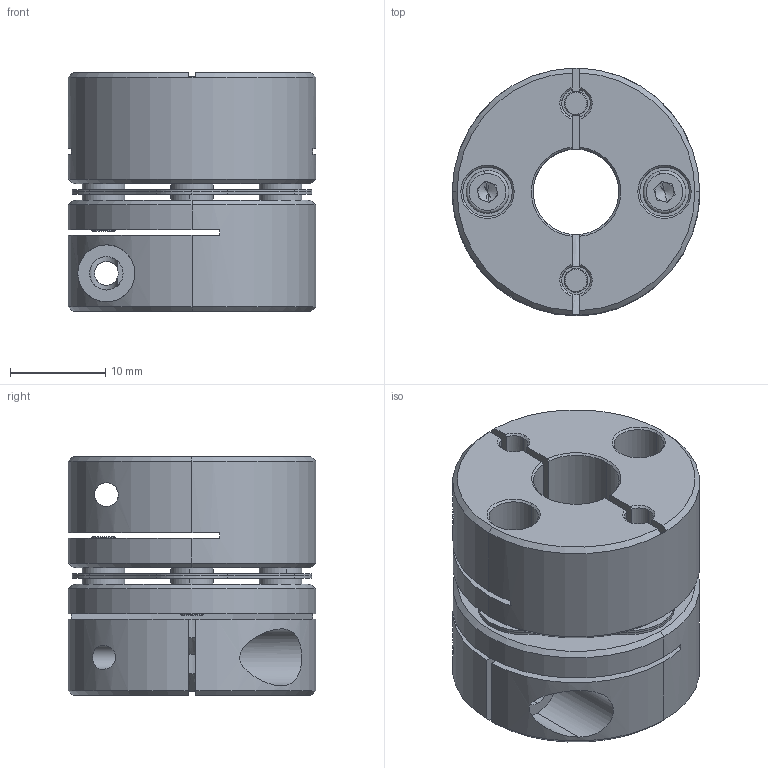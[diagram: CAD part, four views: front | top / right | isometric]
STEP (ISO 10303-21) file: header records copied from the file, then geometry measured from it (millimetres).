
FILE_DESCRIPTION (( 'STEP AP203' ), '1' );
FILE_NAME ('U26-25.1-D-D-2.5.STEP', '2022-01-17T08:32:22', ( '' ), ( '' ), 'SwSTEP 2.0', 'SolidWorks 2016', '' );
FILE_SCHEMA (( 'CONFIG_CONTROL_DESIGN' ));
Length unit declared in the file: millimetre
Products named in the file (7): U26臚え蚾饜极; U26-C傷11.7-8; U26-菜え-1-3-5; hexagon socket head cap screws gb_GB_FASTENER_SCREWS_HSHCS M2.5X5-C; U26-D傷11.7-8; U26-25.1-D-D-2.5; u26ĤƬ
Assembly tree (17 placements, depth 3):
  U26-25.1-D-D-2.5
    U26-C傷11.7-8
    U26-D傷11.7-8
    U26臚え蚾饜极
      U26-菜え-1-3-5  x8
      u26ĤƬ  x2
      hexagon socket head cap screws gb_GB_FASTENER_SCREWS_HSHCS M2.5X5-C  x4
Bounding box: 26 x 26 x 25.1 mm (x, y, z)
Volume: 9143.4 mm3; surface area: 8696.6 mm2
Topology: 16 solids, 16 shells, 348 faces, 872 edges, 554 vertices
Faces by surface type: cylinder 166, plane 114, cone 60, torus 8
Entity records: 8202 total; most frequent: CARTESIAN_POINT 1671, DIRECTION 1227, ORIENTED_EDGE 1122, EDGE_CURVE 561, AXIS2_PLACEMENT_3D 501, VERTEX_POINT 361, CIRCLE 270, EDGE_LOOP 258
